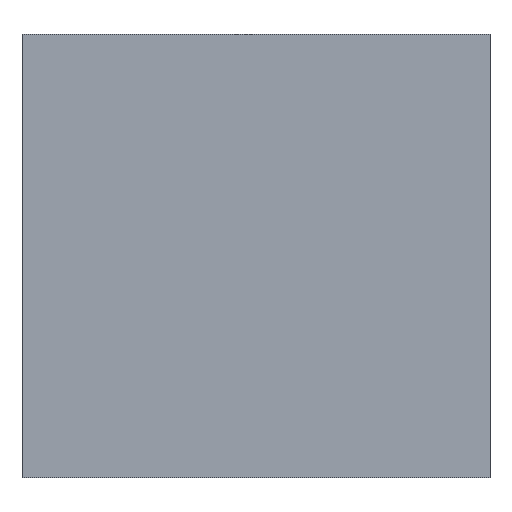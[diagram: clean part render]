
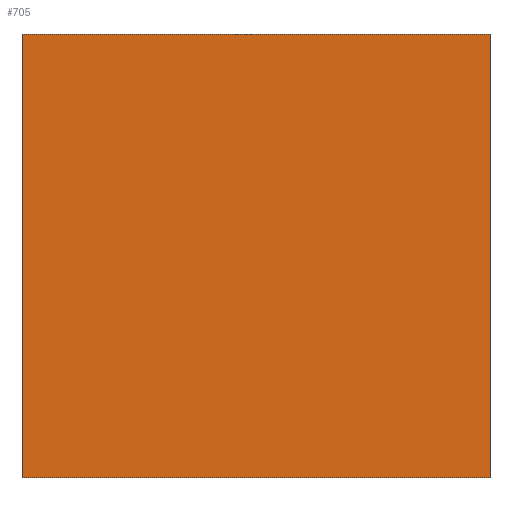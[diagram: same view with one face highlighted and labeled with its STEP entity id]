
A CAD part, front view. The second image highlights one B-rep face of the part: STEP entity #705.
In plain terms, the highlighted planar face has unit normal (0, -1, 0).
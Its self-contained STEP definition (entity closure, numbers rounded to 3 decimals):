
#3 = VECTOR ( 'NONE', #320, 1000. ) ;
#135 = ORIENTED_EDGE ( 'NONE', *, *, #613, .F. ) ;
#140 = ORIENTED_EDGE ( 'NONE', *, *, #701, .F. ) ;
#141 = ORIENTED_EDGE ( 'NONE', *, *, #704, .F. ) ;
#145 = ORIENTED_EDGE ( 'NONE', *, *, #702, .F. ) ;
#172 = EDGE_LOOP ( 'NONE', ( #135, #140, #145, #141 ) ) ;
#242 = VERTEX_POINT ( 'NONE', #290 ) ;
#243 = VERTEX_POINT ( 'NONE', #291 ) ;
#247 = VERTEX_POINT ( 'NONE', #295 ) ;
#249 = VERTEX_POINT ( 'NONE', #297 ) ;
#290 = CARTESIAN_POINT ( 'NONE',  ( -24.539, 0., 17.374 ) ) ;
#291 = CARTESIAN_POINT ( 'NONE',  ( -28.339, 0., 17.374 ) ) ;
#295 = CARTESIAN_POINT ( 'NONE',  ( -28.339, 0., 13.774 ) ) ;
#297 = CARTESIAN_POINT ( 'NONE',  ( -24.539, 0., 13.774 ) ) ;
#318 = LINE ( 'NONE', #319, #3 ) ;
#319 = CARTESIAN_POINT ( 'NONE',  ( -28.339, 0., 17.374 ) ) ;
#320 = DIRECTION ( 'NONE',  ( 0., 0., 1. ) ) ;
#509 = LINE ( 'NONE', #510, #874 ) ;
#510 = CARTESIAN_POINT ( 'NONE',  ( -28.339, 0., 13.774 ) ) ;
#511 = DIRECTION ( 'NONE',  ( -1., 0., 0. ) ) ;
#512 = PLANE ( 'NONE',  #880 ) ;
#513 = LINE ( 'NONE', #514, #876 ) ;
#514 = CARTESIAN_POINT ( 'NONE',  ( -24.539, 0., 17.374 ) ) ;
#515 = DIRECTION ( 'NONE',  ( 0., 0., -1. ) ) ;
#519 = LINE ( 'NONE', #520, #879 ) ;
#520 = CARTESIAN_POINT ( 'NONE',  ( -28.339, 0., 17.374 ) ) ;
#521 = DIRECTION ( 'NONE',  ( 1., 0., 0. ) ) ;
#522 = CARTESIAN_POINT ( 'NONE',  ( 0., 0., 0. ) ) ;
#523 = DIRECTION ( 'NONE',  ( 0., -1., 0. ) ) ;
#524 = DIRECTION ( 'NONE',  ( 0., 0., -1. ) ) ;
#613 = EDGE_CURVE ( 'NONE', #247, #243, #318, .T. ) ;
#701 = EDGE_CURVE ( 'NONE', #249, #247, #509, .T. ) ;
#702 = EDGE_CURVE ( 'NONE', #242, #249, #513, .T. ) ;
#704 = EDGE_CURVE ( 'NONE', #243, #242, #519, .T. ) ;
#705 = ADVANCED_FACE ( 'NONE', ( #873 ), #512, .T. ) ;
#873 = FACE_OUTER_BOUND ( 'NONE', #172, .T. ) ;
#874 = VECTOR ( 'NONE', #511, 1000. ) ;
#876 = VECTOR ( 'NONE', #515, 1000. ) ;
#879 = VECTOR ( 'NONE', #521, 1000. ) ;
#880 = AXIS2_PLACEMENT_3D ( 'NONE', #522, #523, #524 ) ;
